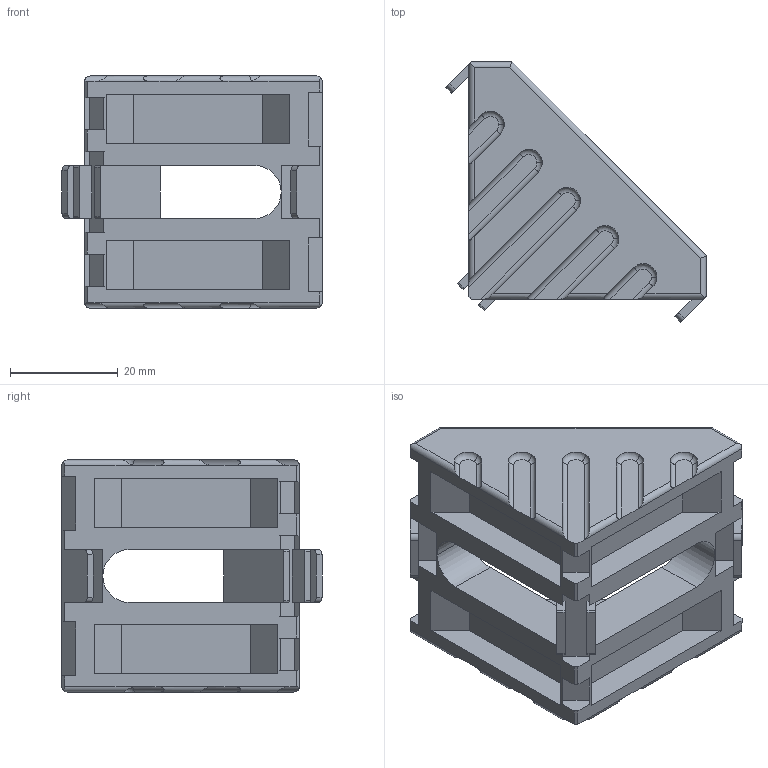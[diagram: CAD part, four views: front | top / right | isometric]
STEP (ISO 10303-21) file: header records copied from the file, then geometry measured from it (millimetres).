
FILE_DESCRIPTION (( 'STEP AP203' ), '1' );
FILE_NAME ('CE-SB4545-10(2017).STEP', '2017-11-07T09:30:26', ( 'Windows 蚚誧' ), ( 'Users' ), 'SwSTEP 2.0', 'SolidWorks 2012', '' );
FILE_SCHEMA (( 'CONFIG_CONTROL_DESIGN' ));
Length unit declared in the file: millimetre
Products named in the file (1): CE-SB4545-10(2017)
Bounding box: 48.24 x 48.24 x 43 mm (x, y, z)
Volume: 23503.9 mm3; surface area: 13246.1 mm2
Topology: 1 solids, 1 shells, 175 faces, 478 edges, 308 vertices
Faces by surface type: plane 111, cylinder 49, torus 15
Entity records: 5814 total; most frequent: CARTESIAN_POINT 1326, ORIENTED_EDGE 956, DIRECTION 871, EDGE_CURVE 478, VECTOR 365, LINE 365, VERTEX_POINT 308, AXIS2_PLACEMENT_3D 253
